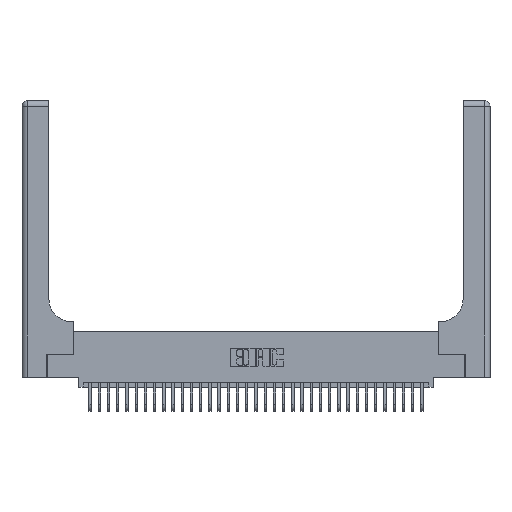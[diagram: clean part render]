
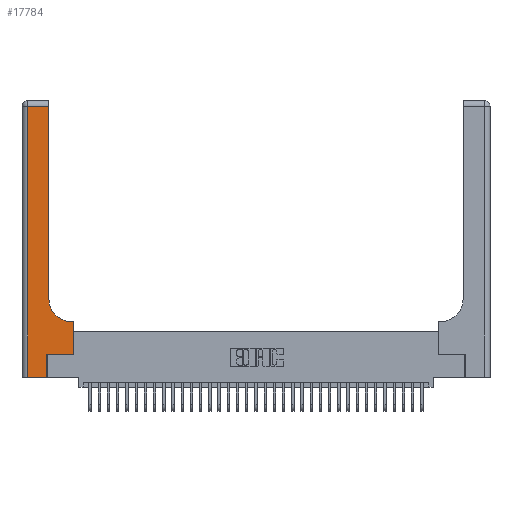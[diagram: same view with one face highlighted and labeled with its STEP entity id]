
A CAD part, top view. The second image highlights one B-rep face of the part: STEP entity #17784.
In plain terms, the highlighted planar face has unit normal (0, 0, 1).
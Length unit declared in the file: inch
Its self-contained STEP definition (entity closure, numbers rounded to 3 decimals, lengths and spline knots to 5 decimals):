
#563 = CARTESIAN_POINT ( 'NONE',  ( 0.5585, 0.25, 0.37 ) ) ;
#696 = CARTESIAN_POINT ( 'NONE',  ( 0., 2.94, 0.37 ) ) ;
#1123 = CARTESIAN_POINT ( 'NONE',  ( 0.269, 0.25, 0.37 ) ) ;
#1492 = LINE ( 'NONE', #8819, #22812 ) ;
#1845 = VECTOR ( 'NONE', #5378, 39.37008 ) ;
#1916 = DIRECTION ( 'NONE',  ( -1., 0., 0. ) ) ;
#2241 = CARTESIAN_POINT ( 'NONE',  ( 0.5415, 0.85, 0.37 ) ) ;
#2662 = ORIENTED_EDGE ( 'NONE', *, *, #30635, .T. ) ;
#2960 = EDGE_CURVE ( 'NONE', #6386, #25421, #8484, .T. ) ;
#3632 = DIRECTION ( 'NONE',  ( 1., 0., 0. ) ) ;
#3849 = VERTEX_POINT ( 'NONE', #10209 ) ;
#4126 = DIRECTION ( 'NONE',  ( 0., 1., 0. ) ) ;
#4348 = LINE ( 'NONE', #696, #23860 ) ;
#5304 = DIRECTION ( 'NONE',  ( 0., 0., -1. ) ) ;
#5378 = DIRECTION ( 'NONE',  ( 1., 0., 0. ) ) ;
#5413 = DIRECTION ( 'NONE',  ( 0., 0., -1. ) ) ;
#5505 = CARTESIAN_POINT ( 'NONE',  ( 0.5415, 0.6, 0.37 ) ) ;
#5538 = DIRECTION ( 'NONE',  ( -1., 0., 0. ) ) ;
#5585 = DIRECTION ( 'NONE',  ( 0., -1., 0. ) ) ;
#6146 = CARTESIAN_POINT ( 'NONE',  ( 0.5585, 0.25, 0.37 ) ) ;
#6386 = VERTEX_POINT ( 'NONE', #19304 ) ;
#6700 = CARTESIAN_POINT ( 'NONE',  ( 0.2915, 0.85, 0.37 ) ) ;
#6764 = CARTESIAN_POINT ( 'NONE',  ( 0., 3., 0.37 ) ) ;
#6856 = VERTEX_POINT ( 'NONE', #30584 ) ;
#7037 = ORIENTED_EDGE ( 'NONE', *, *, #29411, .T. ) ;
#7903 = EDGE_CURVE ( 'NONE', #23780, #3849, #34808, .T. ) ;
#8484 = LINE ( 'NONE', #1123, #1845 ) ;
#8819 = CARTESIAN_POINT ( 'NONE',  ( 0.269, 0., 0.37 ) ) ;
#10209 = CARTESIAN_POINT ( 'NONE',  ( 0.2915, 2.94, 0.37 ) ) ;
#11842 = FACE_OUTER_BOUND ( 'NONE', #20340, .T. ) ;
#12180 = LINE ( 'NONE', #15791, #13554 ) ;
#12737 = VECTOR ( 'NONE', #20261, 39.37008 ) ;
#13182 = ORIENTED_EDGE ( 'NONE', *, *, #7903, .T. ) ;
#13554 = VECTOR ( 'NONE', #1916, 39.37008 ) ;
#14365 = CARTESIAN_POINT ( 'NONE',  ( 0.06, 3., 0.37 ) ) ;
#14381 = DIRECTION ( 'NONE',  ( 0., 1., 0. ) ) ;
#15791 = CARTESIAN_POINT ( 'NONE',  ( 0.2915, 0.6, 0.37 ) ) ;
#15830 = CARTESIAN_POINT ( 'NONE',  ( 0.5585, 0.6, 0.37 ) ) ;
#16397 = EDGE_CURVE ( 'NONE', #3849, #6856, #4348, .T. ) ;
#17070 = LINE ( 'NONE', #14365, #18421 ) ;
#17467 = LINE ( 'NONE', #20859, #25876 ) ;
#17502 = VECTOR ( 'NONE', #4126, 39.37008 ) ;
#17784 = ADVANCED_FACE ( 'NONE', ( #11842 ), #35031, .F. ) ;
#18294 = CARTESIAN_POINT ( 'NONE',  ( 0.06, 0., 0.37 ) ) ;
#18421 = VECTOR ( 'NONE', #5585, 39.37008 ) ;
#18560 = ORIENTED_EDGE ( 'NONE', *, *, #25750, .T. ) ;
#19304 = CARTESIAN_POINT ( 'NONE',  ( 0.269, 0.25, 0.37 ) ) ;
#19878 = CIRCLE ( 'NONE', #21880, 0.25 ) ;
#20261 = DIRECTION ( 'NONE',  ( 0., 1., 0. ) ) ;
#20340 = EDGE_LOOP ( 'NONE', ( #13182, #33909, #2662, #26049, #24635, #21110, #7037, #36265, #18560 ) ) ;
#20532 = VERTEX_POINT ( 'NONE', #18294 ) ;
#20859 = CARTESIAN_POINT ( 'NONE',  ( 0., 0., 0.37 ) ) ;
#21110 = ORIENTED_EDGE ( 'NONE', *, *, #2960, .T. ) ;
#21716 = CARTESIAN_POINT ( 'NONE',  ( 0.269, 0., 0.37 ) ) ;
#21880 = AXIS2_PLACEMENT_3D ( 'NONE', #2241, #5304, #36558 ) ;
#22812 = VECTOR ( 'NONE', #14381, 39.37008 ) ;
#23780 = VERTEX_POINT ( 'NONE', #6700 ) ;
#23860 = VECTOR ( 'NONE', #34924, 39.37008 ) ;
#24582 = AXIS2_PLACEMENT_3D ( 'NONE', #6764, #5413, #5538 ) ;
#24635 = ORIENTED_EDGE ( 'NONE', *, *, #31428, .T. ) ;
#25421 = VERTEX_POINT ( 'NONE', #563 ) ;
#25619 = VERTEX_POINT ( 'NONE', #21716 ) ;
#25750 = EDGE_CURVE ( 'NONE', #35287, #23780, #19878, .T. ) ;
#25876 = VECTOR ( 'NONE', #3632, 39.37008 ) ;
#26049 = ORIENTED_EDGE ( 'NONE', *, *, #31062, .T. ) ;
#29411 = EDGE_CURVE ( 'NONE', #25421, #30868, #34887, .T. ) ;
#29530 = CARTESIAN_POINT ( 'NONE',  ( 0.2915, 3., 0.37 ) ) ;
#30411 = EDGE_CURVE ( 'NONE', #30868, #35287, #12180, .T. ) ;
#30584 = CARTESIAN_POINT ( 'NONE',  ( 0.06, 2.94, 0.37 ) ) ;
#30635 = EDGE_CURVE ( 'NONE', #6856, #20532, #17070, .T. ) ;
#30868 = VERTEX_POINT ( 'NONE', #15830 ) ;
#31062 = EDGE_CURVE ( 'NONE', #20532, #25619, #17467, .T. ) ;
#31428 = EDGE_CURVE ( 'NONE', #25619, #6386, #1492, .T. ) ;
#33909 = ORIENTED_EDGE ( 'NONE', *, *, #16397, .T. ) ;
#34808 = LINE ( 'NONE', #29530, #17502 ) ;
#34887 = LINE ( 'NONE', #6146, #12737 ) ;
#34924 = DIRECTION ( 'NONE',  ( -1., 0., 0. ) ) ;
#35031 = PLANE ( 'NONE',  #24582 ) ;
#35287 = VERTEX_POINT ( 'NONE', #5505 ) ;
#36265 = ORIENTED_EDGE ( 'NONE', *, *, #30411, .T. ) ;
#36558 = DIRECTION ( 'NONE',  ( 1., 0., 0. ) ) ;
